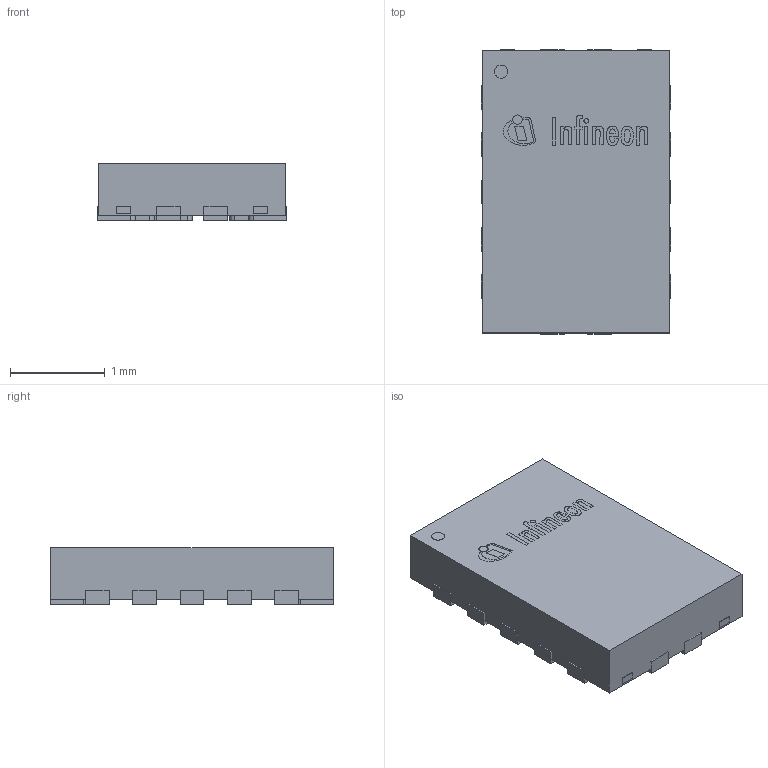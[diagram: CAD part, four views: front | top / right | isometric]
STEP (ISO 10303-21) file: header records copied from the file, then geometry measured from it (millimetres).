
FILE_DESCRIPTION(/* description */ (''),/* implementation_level */ '2;1');
FILE_NAME(/* name */ 'PG-TSNP-14-6_Z8B00234034_V02_3D.stp',/* time_stamp */ '2023-07-10T16:55:20+05:00',/* author */ ('Subramani'),/* organization */ (''),/* preprocessor_version */ 'ST-DEVELOPER v16.13',/* originating_system */ 'AutoCAD Mechanical',/* authorisation */ '');
FILE_SCHEMA (('AUTOMOTIVE_DESIGN { 1 0 10303 214 3 1 1 }'));
Length unit declared in the file: millimetre
Products named in the file (1): Product
Bounding box: 2 x 3 x 0.6 mm (x, y, z)
Volume: 3.5 mm3; surface area: 24.4 mm2
Topology: 32 solids, 32 shells, 257 faces, 576 edges, 384 vertices
Faces by surface type: plane 207, cylinder 32, bspline 18
Full cylindrical faces by diameter (mm): 0.048 x1, 0.098 x1, 0.14 x2
Entity records: 7372 total; most frequent: CARTESIAN_POINT 1660, ORIENTED_EDGE 1144, DIRECTION 1080, EDGE_CURVE 572, LINE 472, VECTOR 472, VERTEX_POINT 384, AXIS2_PLACEMENT_3D 304
